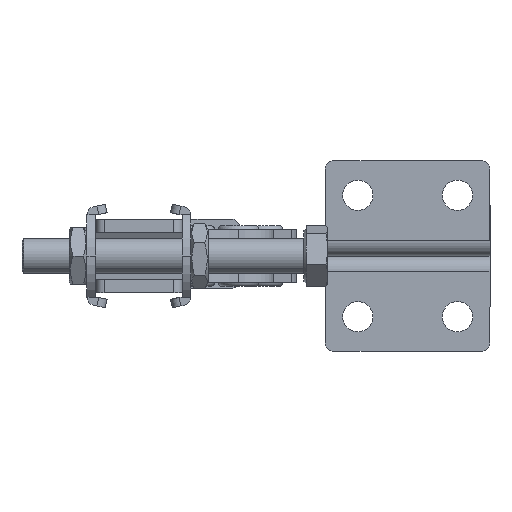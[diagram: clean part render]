
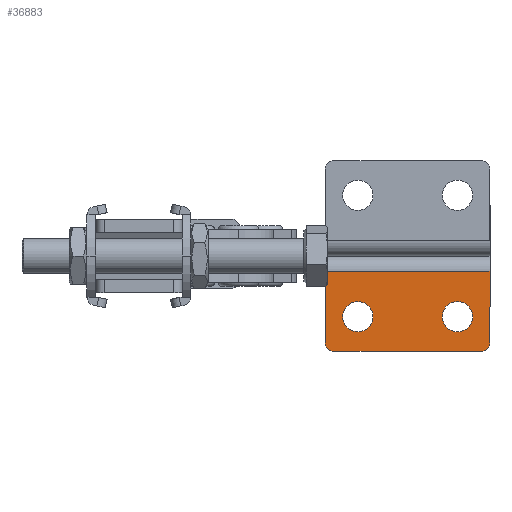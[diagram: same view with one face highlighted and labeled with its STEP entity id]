
A CAD part, left-side view. The second image highlights one B-rep face of the part: STEP entity #36883.
In plain terms, the highlighted planar face has unit normal (-1, 0, 0).
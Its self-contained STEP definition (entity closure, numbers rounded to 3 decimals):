
#2596 = FACE_BOUND ( 'NONE', #12805, .T. ) ;
#2604 = FACE_OUTER_BOUND ( 'NONE', #12812, .T. ) ;
#2606 = FACE_BOUND ( 'NONE', #12806, .T. ) ;
#3697 = DIRECTION ( 'NONE',  ( -1., 0., 0. ) ) ;
#3703 = CARTESIAN_POINT ( 'NONE',  ( -3., -2., -20. ) ) ;
#3704 = PLANE ( 'NONE',  #27925 ) ;
#3706 = DIRECTION ( 'NONE',  ( 0., 0., 1. ) ) ;
#9054 = VERTEX_POINT ( 'NONE', #20167 ) ;
#9061 = VERTEX_POINT ( 'NONE', #20174 ) ;
#9062 = VERTEX_POINT ( 'NONE', #20175 ) ;
#9063 = VERTEX_POINT ( 'NONE', #20176 ) ;
#9091 = VERTEX_POINT ( 'NONE', #20204 ) ;
#9092 = VERTEX_POINT ( 'NONE', #20205 ) ;
#9104 = VERTEX_POINT ( 'NONE', #20217 ) ;
#9107 = VERTEX_POINT ( 'NONE', #20220 ) ;
#9110 = VERTEX_POINT ( 'NONE', #20223 ) ;
#9111 = VERTEX_POINT ( 'NONE', #20224 ) ;
#11131 = EDGE_CURVE ( 'NONE', #9062, #9054, #18234, .T. ) ;
#11134 = EDGE_CURVE ( 'NONE', #9061, #9063, #18241, .T. ) ;
#11195 = EDGE_CURVE ( 'NONE', #9104, #9107, #18336, .T. ) ;
#11197 = EDGE_CURVE ( 'NONE', #9092, #9107, #18343, .T. ) ;
#11201 = EDGE_CURVE ( 'NONE', #9104, #9110, #18351, .T. ) ;
#11203 = EDGE_CURVE ( 'NONE', #9063, #9061, #18355, .T. ) ;
#11204 = EDGE_CURVE ( 'NONE', #9054, #9062, #18357, .T. ) ;
#11205 = EDGE_CURVE ( 'NONE', #9111, #9092, #18358, .T. ) ;
#11206 = EDGE_CURVE ( 'NONE', #9091, #9111, #18359, .T. ) ;
#11207 = EDGE_CURVE ( 'NONE', #9110, #9091, #18349, .T. ) ;
#12805 = EDGE_LOOP ( 'NONE', ( #16636, #16637 ) ) ;
#12806 = EDGE_LOOP ( 'NONE', ( #16638, #16639 ) ) ;
#12812 = EDGE_LOOP ( 'NONE', ( #16640, #16641, #16642, #16643, #16644, #16645 ) ) ;
#15725 = AXIS2_PLACEMENT_3D ( 'NONE', #23375, #23377, #23379 ) ;
#15727 = AXIS2_PLACEMENT_3D ( 'NONE', #23395, #23397, #23399 ) ;
#15753 = AXIS2_PLACEMENT_3D ( 'NONE', #23778, #23780, #23782 ) ;
#15754 = AXIS2_PLACEMENT_3D ( 'NONE', #23788, #23789, #23791 ) ;
#15755 = AXIS2_PLACEMENT_3D ( 'NONE', #23795, #23797, #23799 ) ;
#15756 = AXIS2_PLACEMENT_3D ( 'NONE', #23805, #23807, #23808 ) ;
#16636 = ORIENTED_EDGE ( 'NONE', *, *, #11203, .T. ) ;
#16637 = ORIENTED_EDGE ( 'NONE', *, *, #11134, .T. ) ;
#16638 = ORIENTED_EDGE ( 'NONE', *, *, #11204, .T. ) ;
#16639 = ORIENTED_EDGE ( 'NONE', *, *, #11131, .T. ) ;
#16640 = ORIENTED_EDGE ( 'NONE', *, *, #11201, .F. ) ;
#16641 = ORIENTED_EDGE ( 'NONE', *, *, #11195, .T. ) ;
#16642 = ORIENTED_EDGE ( 'NONE', *, *, #11197, .F. ) ;
#16643 = ORIENTED_EDGE ( 'NONE', *, *, #11205, .F. ) ;
#16644 = ORIENTED_EDGE ( 'NONE', *, *, #11206, .F. ) ;
#16645 = ORIENTED_EDGE ( 'NONE', *, *, #11207, .F. ) ;
#18234 = CIRCLE ( 'NONE', #15725, 3.5 ) ;
#18241 = CIRCLE ( 'NONE', #15727, 3.5 ) ;
#18336 = LINE ( 'NONE', #23732, #18342 ) ;
#18342 = VECTOR ( 'NONE', #23741, 1000. ) ;
#18343 = LINE ( 'NONE', #23749, #18346 ) ;
#18346 = VECTOR ( 'NONE', #23753, 1000. ) ;
#18349 = CIRCLE ( 'NONE', #15756, 2. ) ;
#18351 = LINE ( 'NONE', #23766, #18354 ) ;
#18354 = VECTOR ( 'NONE', #23768, 1000. ) ;
#18355 = CIRCLE ( 'NONE', #15753, 3.5 ) ;
#18357 = CIRCLE ( 'NONE', #15754, 3.5 ) ;
#18358 = CIRCLE ( 'NONE', #15755, 2. ) ;
#18359 = LINE ( 'NONE', #23784, #18361 ) ;
#18361 = VECTOR ( 'NONE', #23786, 1000. ) ;
#20167 = CARTESIAN_POINT ( 'NONE',  ( -3., -30.5, -17.5 ) ) ;
#20174 = CARTESIAN_POINT ( 'NONE',  ( -3., -7.5, -10.5 ) ) ;
#20175 = CARTESIAN_POINT ( 'NONE',  ( -3., -30.5, -10.5 ) ) ;
#20176 = CARTESIAN_POINT ( 'NONE',  ( -3., -7.5, -17.5 ) ) ;
#20204 = CARTESIAN_POINT ( 'NONE',  ( -3., -36., -22. ) ) ;
#20205 = CARTESIAN_POINT ( 'NONE',  ( -3., 0., -20. ) ) ;
#20217 = CARTESIAN_POINT ( 'NONE',  ( -3., -38., -3.5 ) ) ;
#20220 = CARTESIAN_POINT ( 'NONE',  ( -3., 0., -3.5 ) ) ;
#20223 = CARTESIAN_POINT ( 'NONE',  ( -3., -38., -20. ) ) ;
#20224 = CARTESIAN_POINT ( 'NONE',  ( -3., -2., -22. ) ) ;
#23375 = CARTESIAN_POINT ( 'NONE',  ( -3., -30.5, -14. ) ) ;
#23377 = DIRECTION ( 'NONE',  ( 1., 0., 0. ) ) ;
#23379 = DIRECTION ( 'NONE',  ( 0., 0., -1. ) ) ;
#23395 = CARTESIAN_POINT ( 'NONE',  ( -3., -7.5, -14. ) ) ;
#23397 = DIRECTION ( 'NONE',  ( 1., 0., 0. ) ) ;
#23399 = DIRECTION ( 'NONE',  ( 0., 0., -1. ) ) ;
#23732 = CARTESIAN_POINT ( 'NONE',  ( -3., -2., -3.5 ) ) ;
#23741 = DIRECTION ( 'NONE',  ( 0., 1., 0. ) ) ;
#23749 = CARTESIAN_POINT ( 'NONE',  ( -3., 0., -3. ) ) ;
#23753 = DIRECTION ( 'NONE',  ( 0., 0., 1. ) ) ;
#23766 = CARTESIAN_POINT ( 'NONE',  ( -3., -38., -20. ) ) ;
#23768 = DIRECTION ( 'NONE',  ( 0., 0., -1. ) ) ;
#23778 = CARTESIAN_POINT ( 'NONE',  ( -3., -7.5, -14. ) ) ;
#23780 = DIRECTION ( 'NONE',  ( 1., 0., 0. ) ) ;
#23782 = DIRECTION ( 'NONE',  ( 0., 0., -1. ) ) ;
#23784 = CARTESIAN_POINT ( 'NONE',  ( -3., -2., -22. ) ) ;
#23786 = DIRECTION ( 'NONE',  ( 0., 1., 0. ) ) ;
#23788 = CARTESIAN_POINT ( 'NONE',  ( -3., -30.5, -14. ) ) ;
#23789 = DIRECTION ( 'NONE',  ( 1., 0., 0. ) ) ;
#23791 = DIRECTION ( 'NONE',  ( 0., 0., -1. ) ) ;
#23795 = CARTESIAN_POINT ( 'NONE',  ( -3., -2., -20. ) ) ;
#23797 = DIRECTION ( 'NONE',  ( 1., 0., 0. ) ) ;
#23799 = DIRECTION ( 'NONE',  ( 0., 0., 1. ) ) ;
#23805 = CARTESIAN_POINT ( 'NONE',  ( -3., -36., -20. ) ) ;
#23807 = DIRECTION ( 'NONE',  ( 1., 0., 0. ) ) ;
#23808 = DIRECTION ( 'NONE',  ( 0., 0., 1. ) ) ;
#27925 = AXIS2_PLACEMENT_3D ( 'NONE', #3703, #3697, #3706 ) ;
#36883 = ADVANCED_FACE ( 'NONE', ( #2596, #2606, #2604 ), #3704, .T. ) ;
